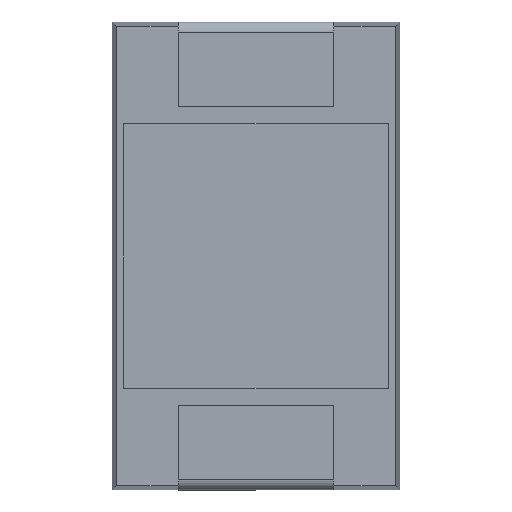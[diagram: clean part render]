
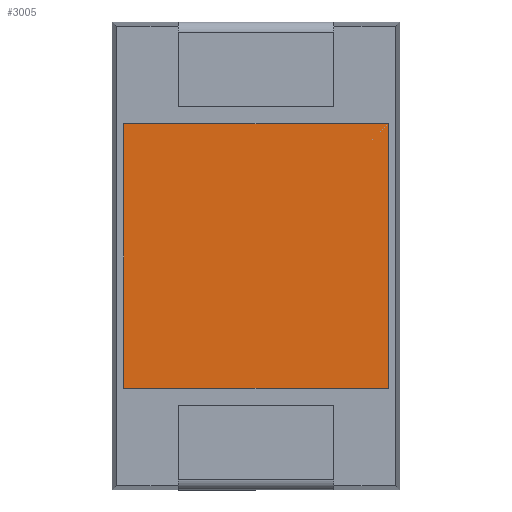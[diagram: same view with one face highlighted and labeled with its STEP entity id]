
A CAD part, front view. The second image highlights one B-rep face of the part: STEP entity #3005.
In plain terms, the highlighted planar face has unit normal (0, -1, 0).
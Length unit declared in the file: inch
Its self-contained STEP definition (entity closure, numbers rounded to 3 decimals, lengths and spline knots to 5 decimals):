
#393=LINE('',#4772,#752);
#396=LINE('',#4778,#755);
#398=LINE('',#4781,#757);
#399=LINE('',#4783,#758);
#752=VECTOR('',#3815,0.3937);
#755=VECTOR('',#3820,0.3937);
#757=VECTOR('',#3824,0.3937);
#758=VECTOR('',#3827,0.3937);
#895=PLANE('',#3171);
#1060=FACE_OUTER_BOUND('',#1225,.T.);
#1225=EDGE_LOOP('',(#2688,#2689,#2690,#2691));
#1501=VERTEX_POINT('',#4769);
#1502=VERTEX_POINT('',#4771);
#1503=VERTEX_POINT('',#4775);
#1504=VERTEX_POINT('',#4777);
#1889=EDGE_CURVE('',#1502,#1501,#393,.T.);
#1892=EDGE_CURVE('',#1504,#1503,#396,.T.);
#1894=EDGE_CURVE('',#1501,#1504,#398,.T.);
#1895=EDGE_CURVE('',#1503,#1502,#399,.T.);
#2688=ORIENTED_EDGE('',*,*,#1892,.T.);
#2689=ORIENTED_EDGE('',*,*,#1895,.T.);
#2690=ORIENTED_EDGE('',*,*,#1889,.T.);
#2691=ORIENTED_EDGE('',*,*,#1894,.T.);
#3005=ADVANCED_FACE('',(#1060),#895,.T.);
#3171=AXIS2_PLACEMENT_3D('',#4796,#3846,#3847);
#3815=DIRECTION('',(0.,0.,-1.));
#3820=DIRECTION('',(0.,0.,1.));
#3824=DIRECTION('',(1.,0.,0.));
#3827=DIRECTION('',(-1.,0.,0.));
#3846=DIRECTION('center_axis',(0.,-1.,0.));
#3847=DIRECTION('ref_axis',(0.,0.,-1.));
#4769=CARTESIAN_POINT('',(0.06446,-0.0211,0.0615));
#4771=CARTESIAN_POINT('',(0.06446,-0.0211,0.2215));
#4772=CARTESIAN_POINT('',(0.06446,-0.0211,0.07075));
#4775=CARTESIAN_POINT('',(0.22446,-0.0211,0.2215));
#4777=CARTESIAN_POINT('',(0.22446,-0.0211,0.0615));
#4778=CARTESIAN_POINT('',(0.22446,-0.0211,0.07075));
#4781=CARTESIAN_POINT('',(0.14446,-0.0211,0.0615));
#4783=CARTESIAN_POINT('',(0.14446,-0.0211,0.2215));
#4796=CARTESIAN_POINT('Origin',(0.14446,-0.0211,0.));
